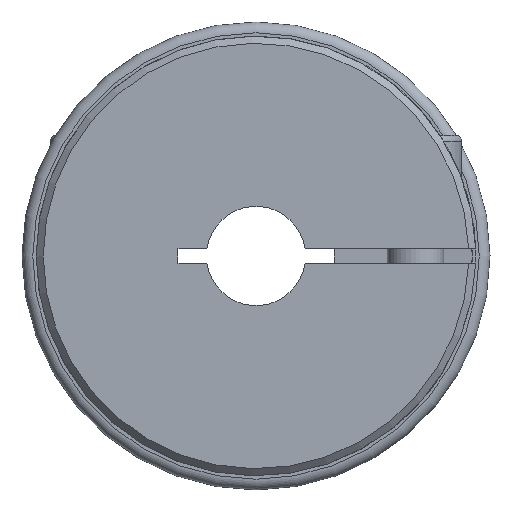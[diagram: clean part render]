
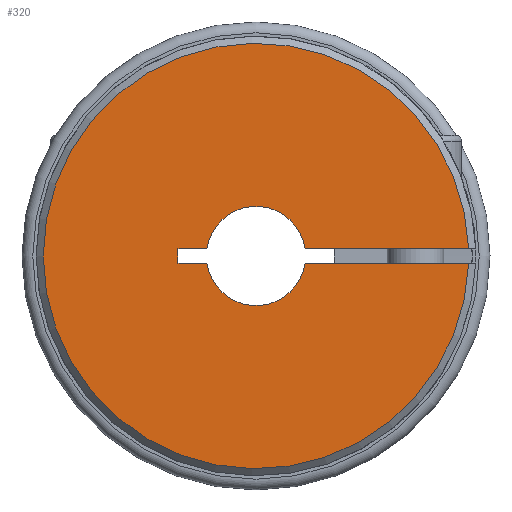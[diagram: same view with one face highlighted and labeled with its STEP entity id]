
A CAD part, left-side view. The second image highlights one B-rep face of the part: STEP entity #320.
In plain terms, the highlighted planar face has unit normal (-1, 0, 0).
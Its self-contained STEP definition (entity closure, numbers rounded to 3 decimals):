
#320 = ADVANCED_FACE( '', ( #719 ), #720, .T. );
#719 = FACE_OUTER_BOUND( '', #1158, .T. );
#720 = PLANE( '', #1159 );
#1158 = EDGE_LOOP( '', ( #1926, #1927, #1928, #1929, #1930, #1931, #1932, #1933 ) );
#1159 = AXIS2_PLACEMENT_3D( '', #1934, #1935, #1936 );
#1926 = ORIENTED_EDGE( '', *, *, #2456, .T. );
#1927 = ORIENTED_EDGE( '', *, *, #2315, .T. );
#1928 = ORIENTED_EDGE( '', *, *, #2457, .F. );
#1929 = ORIENTED_EDGE( '', *, *, #2378, .F. );
#1930 = ORIENTED_EDGE( '', *, *, #2268, .F. );
#1931 = ORIENTED_EDGE( '', *, *, #2458, .T. );
#1932 = ORIENTED_EDGE( '', *, *, #2435, .T. );
#1933 = ORIENTED_EDGE( '', *, *, #2459, .T. );
#1934 = CARTESIAN_POINT( '', ( -30.718, 0., 5.5 ) );
#1935 = DIRECTION( '', ( -1., 0., 0. ) );
#1936 = DIRECTION( '', ( 0., 0., -1. ) );
#2268 = EDGE_CURVE( '', #2662, #2665, #2666, .T. );
#2315 = EDGE_CURVE( '', #2742, #2740, #2743, .F. );
#2378 = EDGE_CURVE( '', #2665, #2836, #2837, .T. );
#2435 = EDGE_CURVE( '', #2913, #2914, #2915, .T. );
#2456 = EDGE_CURVE( '', #2939, #2742, #2940, .T. );
#2457 = EDGE_CURVE( '', #2836, #2740, #2941, .T. );
#2458 = EDGE_CURVE( '', #2662, #2913, #2942, .F. );
#2459 = EDGE_CURVE( '', #2914, #2939, #2943, .T. );
#2662 = VERTEX_POINT( '', #3321 );
#2665 = VERTEX_POINT( '', #3325 );
#2666 = LINE( '', #3326, #3327 );
#2740 = VERTEX_POINT( '', #3494 );
#2742 = VERTEX_POINT( '', #3497 );
#2743 = CIRCLE( '', #3498, 7. );
#2836 = VERTEX_POINT( '', #3707 );
#2837 = LINE( '', #3708, #3709 );
#2913 = VERTEX_POINT( '', #3880 );
#2914 = VERTEX_POINT( '', #3881 );
#2915 = LINE( '', #3882, #3883 );
#2939 = VERTEX_POINT( '', #3999 );
#2940 = LINE( '', #4000, #4001 );
#2941 = LINE( '', #4002, #4003 );
#2942 = CIRCLE( '', #4004, 7. );
#2943 = CIRCLE( '', #4005, 30. );
#3321 = CARTESIAN_POINT( '', ( -30.718, 6.928, 1. ) );
#3325 = CARTESIAN_POINT( '', ( -30.718, 11., 1. ) );
#3326 = CARTESIAN_POINT( '', ( -30.718, 0., 1. ) );
#3327 = VECTOR( '', #4205, 1000. );
#3494 = CARTESIAN_POINT( '', ( -30.718, 6.928, -1. ) );
#3497 = CARTESIAN_POINT( '', ( -30.718, -6.928, -1. ) );
#3498 = AXIS2_PLACEMENT_3D( '', #4257, #4258, #4259 );
#3707 = CARTESIAN_POINT( '', ( -30.718, 11., -1. ) );
#3708 = CARTESIAN_POINT( '', ( -30.718, 11., 5.5 ) );
#3709 = VECTOR( '', #4331, 1000. );
#3880 = CARTESIAN_POINT( '', ( -30.718, -6.928, 1. ) );
#3881 = CARTESIAN_POINT( '', ( -30.718, -29.983, 1. ) );
#3882 = CARTESIAN_POINT( '', ( -30.718, 0., 1. ) );
#3883 = VECTOR( '', #4397, 1000. );
#3999 = CARTESIAN_POINT( '', ( -30.718, -29.983, -1. ) );
#4000 = CARTESIAN_POINT( '', ( -30.718, 0., -1. ) );
#4001 = VECTOR( '', #4414, 1000. );
#4002 = CARTESIAN_POINT( '', ( -30.718, 0., -1. ) );
#4003 = VECTOR( '', #4415, 1000. );
#4004 = AXIS2_PLACEMENT_3D( '', #4416, #4417, #4418 );
#4005 = AXIS2_PLACEMENT_3D( '', #4419, #4420, #4421 );
#4205 = DIRECTION( '', ( 0., 1., 0. ) );
#4257 = CARTESIAN_POINT( '', ( -30.718, 0., 0. ) );
#4258 = DIRECTION( '', ( -1., 0., 0. ) );
#4259 = DIRECTION( '', ( 0., -1., 0. ) );
#4331 = DIRECTION( '', ( 0., 0., -1. ) );
#4397 = DIRECTION( '', ( 0., -1., 0. ) );
#4414 = DIRECTION( '', ( 0., 1., 0. ) );
#4415 = DIRECTION( '', ( 0., -1., 0. ) );
#4416 = CARTESIAN_POINT( '', ( -30.718, 0., 0. ) );
#4417 = DIRECTION( '', ( -1., 0., 0. ) );
#4418 = DIRECTION( '', ( 0., -1., 0. ) );
#4419 = CARTESIAN_POINT( '', ( -30.718, 0., 0. ) );
#4420 = DIRECTION( '', ( -1., 0., 0. ) );
#4421 = DIRECTION( '', ( 0., 0., -1. ) );
